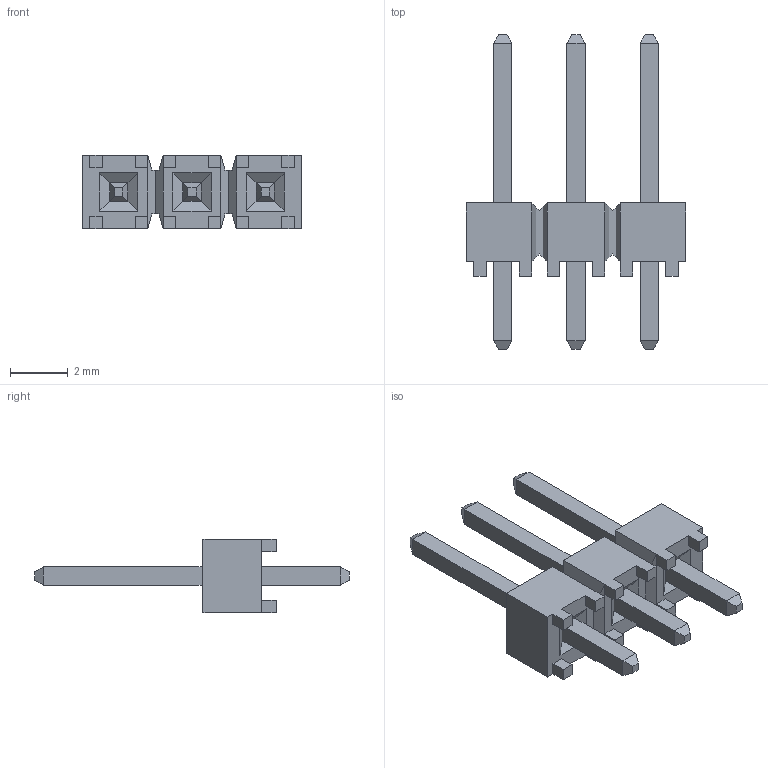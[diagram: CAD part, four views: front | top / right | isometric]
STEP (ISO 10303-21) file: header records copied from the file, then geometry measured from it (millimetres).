
FILE_DESCRIPTION(/* description */ ('Alibre Inc.'),/* implementation_level */ '2;1');
FILE_NAME(/* name */ 'export0',/* time_stamp */ '2015-04-13T13:53:36+08:00',/* author */ (''),/* organization */ (''),/* preprocessor_version */ 'ST-DEVELOPER v14',/* originating_system */ 'Alibre',/* authorisation */ '');
FILE_SCHEMA (('AUTOMOTIVE_DESIGN'));
Length unit declared in the file: inch
Bounding box: 7.62 x 10.92 x 2.54 mm (x, y, z)
Volume: 48 mm3; surface area: 166.5 mm2
Topology: 1 solids, 1 shells, 160 faces, 384 edges, 232 vertices
Faces by surface type: plane 160
Entity records: 4426 total; most frequent: CARTESIAN_POINT 777, ORIENTED_EDGE 768, DIRECTION 546, VECTOR 384, LINE 384, EDGE_CURVE 384, VERTEX_POINT 232, EDGE_LOOP 166
